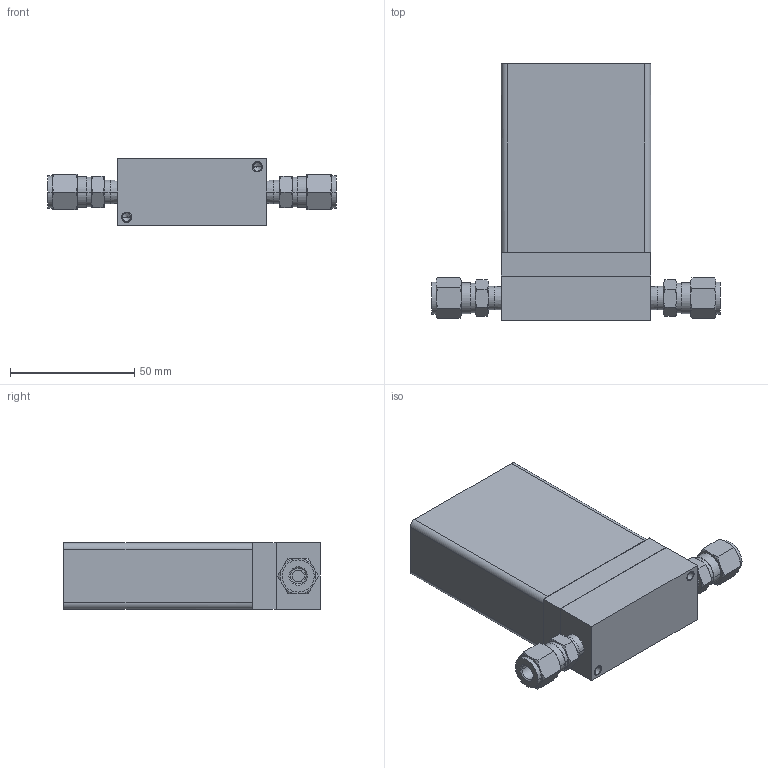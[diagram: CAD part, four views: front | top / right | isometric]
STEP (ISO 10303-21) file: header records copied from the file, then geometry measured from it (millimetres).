
FILE_DESCRIPTION((''),'2;1');
FILE_NAME('M819-414-4T_ASM','2023-04-13T07:55:16',('DLachman'),('MATHESON TRI-GAS'),'CREO PARAMETRIC BY PTC INC, 2022281','CREO PARAMETRIC BY PTC INC, 2022281','');
FILE_SCHEMA(('CONFIG_CONTROL_DESIGN'));
Length unit declared in the file: inch
Products named in the file (3): MTRN-4264-XX; MCON-0069-SA; M819-414-4T_ASM
Assembly tree (3 placements, depth 2):
  M819-414-4T_ASM
    MTRN-4264-XX
    MCON-0069-SA  x2
Bounding box: 116.2 x 103.3 x 26.67 mm (x, y, z)
Volume: 168954.3 mm3; surface area: 27243.8 mm2
Topology: 3 solids, 5 shells, 206 faces, 509 edges, 328 vertices
Faces by surface type: plane 98, cone 72, cylinder 36
Entity records: 4415 total; most frequent: CARTESIAN_POINT 954, DIRECTION 701, ORIENTED_EDGE 686, EDGE_CURVE 347, AXIS2_PLACEMENT_3D 250, VERTEX_POINT 226, VECTOR 201, LINE 201
